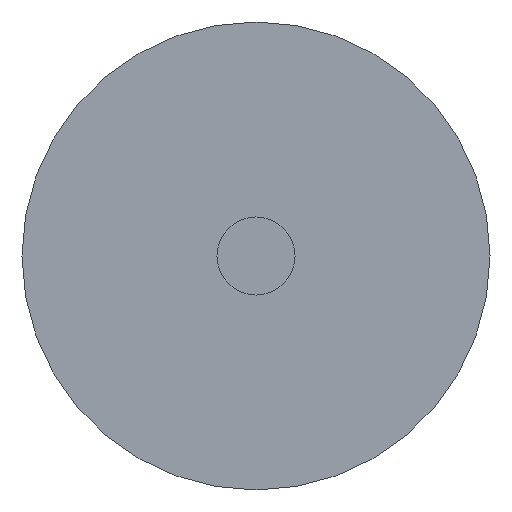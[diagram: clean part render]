
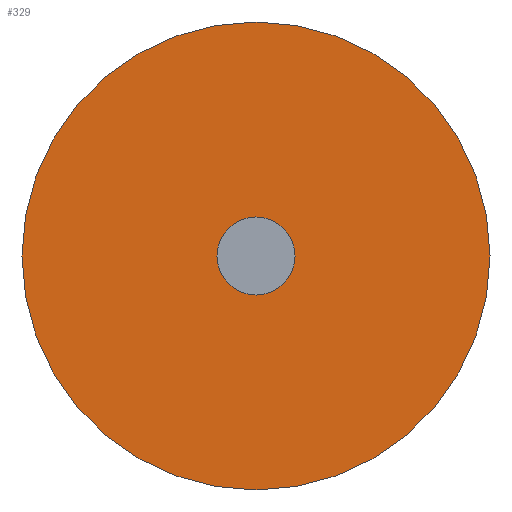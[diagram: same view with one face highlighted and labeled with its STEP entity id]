
A CAD part, front view. The second image highlights one B-rep face of the part: STEP entity #329.
In plain terms, the highlighted planar face has unit normal (0, -1, 0).
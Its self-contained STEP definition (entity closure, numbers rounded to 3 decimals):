
#21=FACE_BOUND('',#70,.T.);
#47=FACE_OUTER_BOUND('',#69,.T.);
#69=EDGE_LOOP('',(#269));
#70=EDGE_LOOP('',(#270));
#89=CIRCLE('',#381,2.5);
#90=CIRCLE('',#383,15.);
#154=VERTEX_POINT('',#637);
#155=VERTEX_POINT('',#641);
#193=EDGE_CURVE('',#154,#154,#89,.T.);
#194=EDGE_CURVE('',#155,#155,#90,.T.);
#269=ORIENTED_EDGE('',*,*,#194,.F.);
#270=ORIENTED_EDGE('',*,*,#193,.T.);
#315=PLANE('',#382);
#329=ADVANCED_FACE('',(#47,#21),#315,.T.);
#381=AXIS2_PLACEMENT_3D('',#639,#459,#460);
#382=AXIS2_PLACEMENT_3D('',#640,#461,#462);
#383=AXIS2_PLACEMENT_3D('',#642,#463,#464);
#459=DIRECTION('center_axis',(0.,1.,0.));
#460=DIRECTION('ref_axis',(1.,0.,0.));
#461=DIRECTION('center_axis',(0.,-1.,0.));
#462=DIRECTION('ref_axis',(0.,0.,-1.));
#463=DIRECTION('center_axis',(0.,1.,0.));
#464=DIRECTION('ref_axis',(1.,0.,0.));
#637=CARTESIAN_POINT('',(0.,0.,-2.5));
#639=CARTESIAN_POINT('Origin',(0.,0.,0.));
#640=CARTESIAN_POINT('Origin',(0.,0.,15.));
#641=CARTESIAN_POINT('',(0.,0.,-15.));
#642=CARTESIAN_POINT('Origin',(0.,0.,0.));
